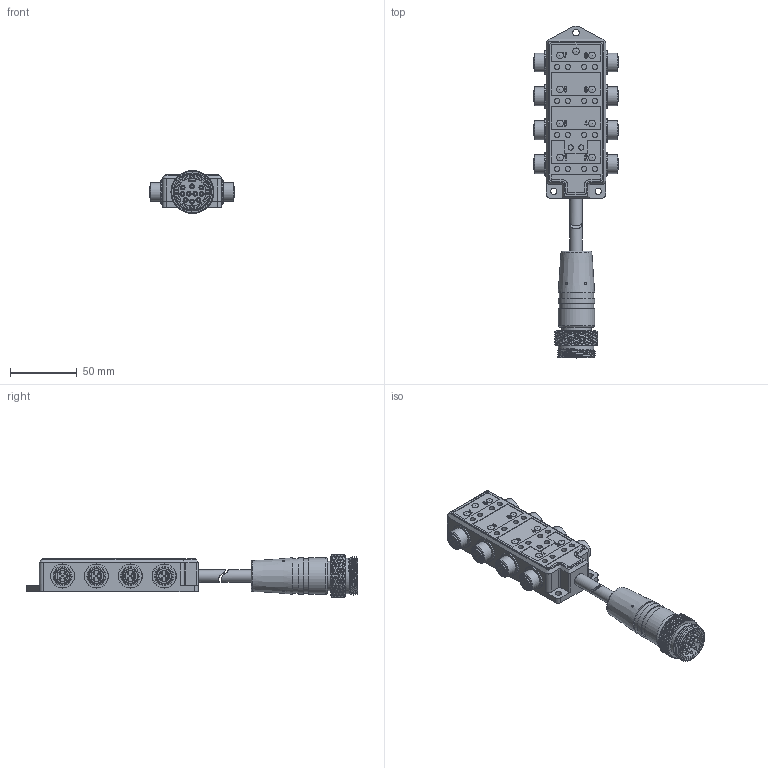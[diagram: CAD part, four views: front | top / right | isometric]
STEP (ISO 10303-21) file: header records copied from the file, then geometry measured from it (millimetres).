
FILE_DESCRIPTION(/* description */ (''),/* implementation_level */ '2;1');
FILE_NAME(/* name */ 'ASSR8-5-3XX-PZ10.prt.stp',/* time_stamp */ '2019-05-17T09:50:05+08:00',/* author */ (''),/* organization */ (''),/* preprocessor_version */ 'ST-DEVELOPER v15',/* originating_system */ 'SIEMENS PLM Software NX 8.5',/* authorisation */ '');
FILE_SCHEMA (('CONFIG_CONTROL_DESIGN'));
Products named in the file (1): ASSR8-5-3XX-PZ10
Bounding box: 63.5 x 248.9 x 32.14 mm (x, y, z)
Volume: 178076.3 mm3; surface area: 44681.7 mm2
Topology: 2 solids, 2 shells, 1131 faces, 2748 edges, 1786 vertices
Faces by surface type: cylinder 384, plane 324, bspline 252, extrusion 67, torus 46, cone 40, sphere 18
Full cylindrical faces by diameter (mm): 1 x40, 1.4 x40, 1.5 x4, 2 x10, 3.9 x18, 4.8 x3, 5 x9, 9.5 x2, 14.2 x8, 18 x8, 21.6 x1, 21.935 x1, 23 x1, 23.691 x1, 25 x1, 25.735 x2, 26.6 x1, 27.335 x2
Entity records: 111847 total; most frequent: CARTESIAN_POINT 89919, ORIENTED_EDGE 4790, DIRECTION 3413, EDGE_CURVE 2395, VERTEX_POINT 1673, EDGE_LOOP 1533, AXIS2_PLACEMENT_3D 1429, B_SPLINE_CURVE_WITH_KNOTS 1358
